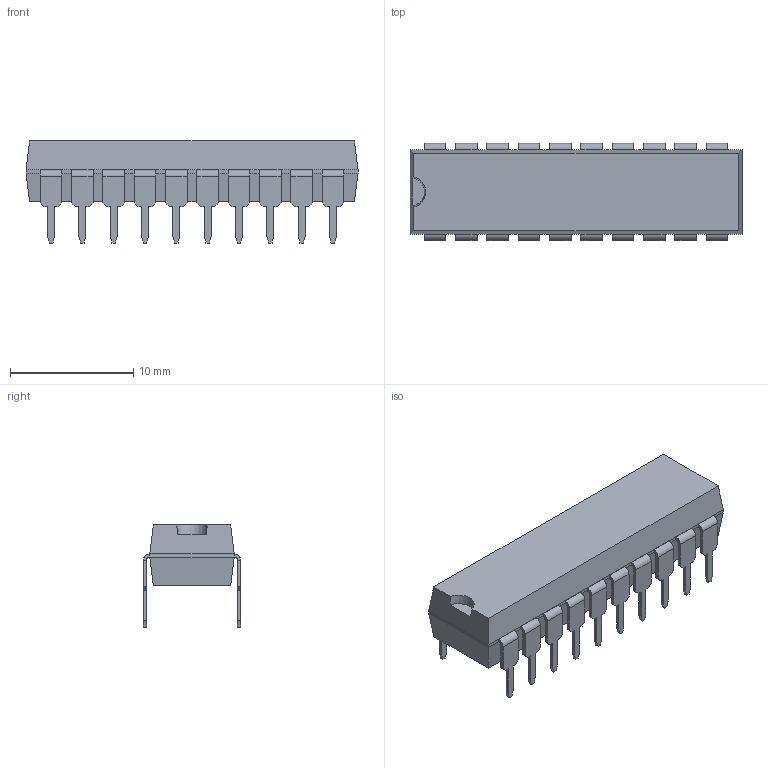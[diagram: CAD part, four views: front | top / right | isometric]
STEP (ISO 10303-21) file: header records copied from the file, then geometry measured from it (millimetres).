
FILE_DESCRIPTION(('STEP AP214'), '1');
FILE_NAME('MS-001AD', '', ('UNSPECIFIED'), ('UNSPECIFIED'), 'ASCON STEP Converter 1.3', 'ASCON Math Kernel', '');
FILE_SCHEMA(('AUTOMOTIVE_DESIGN { 1 0 10303 214 3 1 1}'));
Length unit declared in the file: millimetre
Bounding box: 26.92 x 7.87 x 8.28 mm (x, y, z)
Volume: 902.6 mm3; surface area: 1031.2 mm2
Topology: 21 solids, 21 shells, 456 faces, 1074 edges, 660 vertices
Faces by surface type: plane 415, cylinder 40, cone 1
Entity records: 16654 total; most frequent: CARTESIAN_POINT 2199, ORIENTED_EDGE 2148, DIRECTION 2068, EDGE_CURVE 1074, LINE 990, VECTOR 990, VERTEX_POINT 660, AXIS2_PLACEMENT_3D 539
